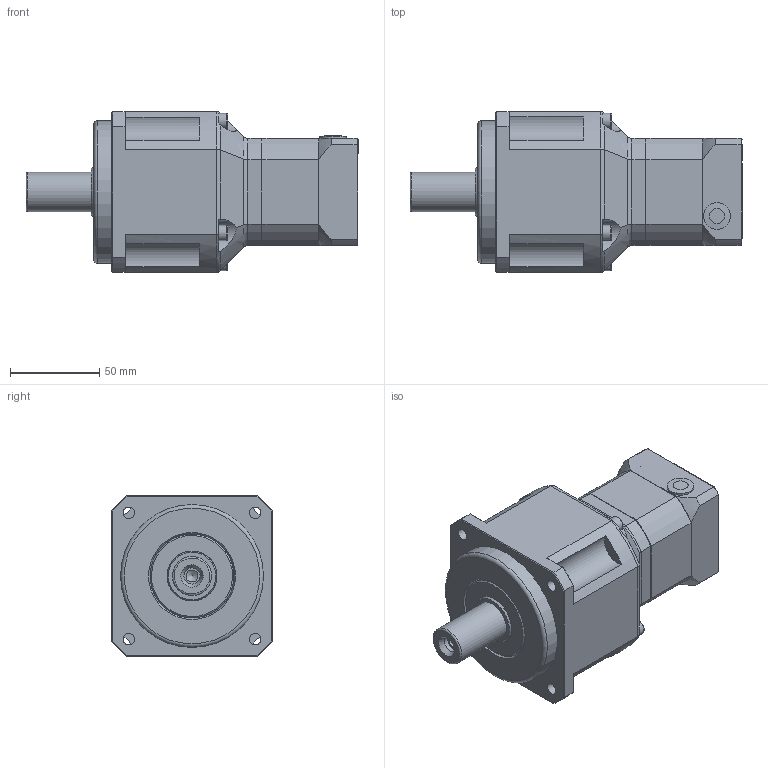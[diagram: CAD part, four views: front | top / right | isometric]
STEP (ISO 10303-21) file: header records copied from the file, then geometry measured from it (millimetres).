
FILE_DESCRIPTION(/* description */ (''),/* implementation_level */ '2;1');
FILE_NAME(/* name */ 'NP09000A2-060A-S1.stp',/* time_stamp */ '2018-08-10T14:09:44+09:00',/* author */ ('Y.J.JI'),/* organization */ (''),/* preprocessor_version */ 'ST-DEVELOPER v15.6',/* originating_system */ 'Autodesk Inventor 2015',/* authorisation */ '');
FILE_SCHEMA (('AUTOMOTIVE_DESIGN { 1 0 10303 214 3 1 1 }'));
Length unit declared in the file: millimetre
Products named in the file (1): NP09000A2-060A-S1
Bounding box: 186 x 90 x 90 mm (x, y, z)
Volume: 565299.5 mm3; surface area: 101422.9 mm2
Topology: 2 solids, 23 shells, 444 faces, 1055 edges, 675 vertices
Faces by surface type: plane 204, cylinder 126, cone 73, torus 25, bspline 12, sphere 4
Full cylindrical faces by diameter (mm): 3.242 x4, 4.134 x12, 4.2 x4, 5 x9, 5.5 x9, 6.6 x4, 6.647 x1, 7 x1, 7.5 x4, 8 x1, 8.5 x10, 9 x5, 14 x1, 15 x1, 17 x1, 22 x1, 28 x2, 45 x1, 47 x2, 48 x1, 50 x2, 54 x1, 78 x1, 80 x1
Entity records: 12287 total; most frequent: CARTESIAN_POINT 2942, DIRECTION 1837, ORIENTED_EDGE 1692, EDGE_CURVE 846, AXIS2_PLACEMENT_3D 768, EDGE_LOOP 637, VERTEX_POINT 609, FACE_OUTER_BOUND 443
